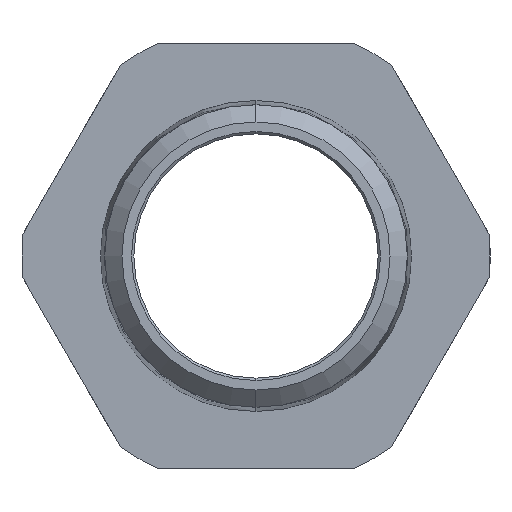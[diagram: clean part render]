
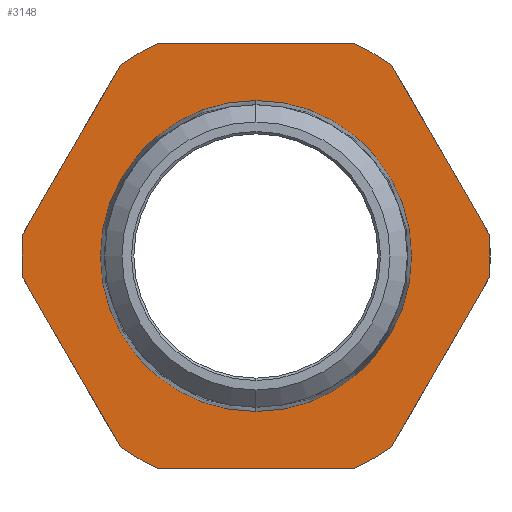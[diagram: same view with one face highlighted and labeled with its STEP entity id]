
A CAD part, left-side view. The second image highlights one B-rep face of the part: STEP entity #3148.
In plain terms, the highlighted planar face has unit normal (-1, 0, 0).
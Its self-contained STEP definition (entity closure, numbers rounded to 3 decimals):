
#16 = EDGE_CURVE ( 'NONE', #1533, #2868, #1787, .T. ) ;
#88 = CARTESIAN_POINT ( 'NONE',  ( 25.3, -10.54, -23. ) ) ;
#89 = VECTOR ( 'NONE', #2608, 1000. ) ;
#245 = DIRECTION ( 'NONE',  ( 0., 0., 1. ) ) ;
#249 = LINE ( 'NONE', #1490, #1469 ) ;
#256 = VERTEX_POINT ( 'NONE', #459 ) ;
#260 = VERTEX_POINT ( 'NONE', #2166 ) ;
#274 = EDGE_LOOP ( 'NONE', ( #3058, #2517 ) ) ;
#282 = DIRECTION ( 'NONE',  ( 0., 0., 1. ) ) ;
#302 = CARTESIAN_POINT ( 'NONE',  ( 25.3, 16.805, 0. ) ) ;
#312 = AXIS2_PLACEMENT_3D ( 'NONE', #1844, #503, #245 ) ;
#313 = DIRECTION ( 'NONE',  ( -1., 0., 0. ) ) ;
#368 = CIRCLE ( 'NONE', #3153, 25.3 ) ;
#390 = CARTESIAN_POINT ( 'NONE',  ( 25.3, 0., -16.805 ) ) ;
#398 = EDGE_CURVE ( 'NONE', #3098, #260, #368, .T. ) ;
#439 = VERTEX_POINT ( 'NONE', #2523 ) ;
#457 = AXIS2_PLACEMENT_3D ( 'NONE', #2549, #1086, #1345 ) ;
#459 = CARTESIAN_POINT ( 'NONE',  ( 25.3, -14.649, -20.628 ) ) ;
#496 = CARTESIAN_POINT ( 'NONE',  ( 25.3, -25.189, -2.372 ) ) ;
#503 = DIRECTION ( 'NONE',  ( -1., 0., 0. ) ) ;
#527 = ORIENTED_EDGE ( 'NONE', *, *, #592, .T. ) ;
#544 = DIRECTION ( 'NONE',  ( -1., 0., 0. ) ) ;
#546 = CARTESIAN_POINT ( 'NONE',  ( 25.3, 0., 16.805 ) ) ;
#592 = EDGE_CURVE ( 'NONE', #439, #2721, #1192, .T. ) ;
#595 = DIRECTION ( 'NONE',  ( 0., 0., 1. ) ) ;
#607 = CARTESIAN_POINT ( 'NONE',  ( 25.3, 0., 0. ) ) ;
#655 = VERTEX_POINT ( 'NONE', #390 ) ;
#657 = CARTESIAN_POINT ( 'NONE',  ( 25.3, 25.189, 2.372 ) ) ;
#659 = VERTEX_POINT ( 'NONE', #2855 ) ;
#661 = AXIS2_PLACEMENT_3D ( 'NONE', #986, #1007, #2713 ) ;
#692 = ORIENTED_EDGE ( 'NONE', *, *, #1908, .T. ) ;
#708 = VECTOR ( 'NONE', #1904, 1000. ) ;
#735 = ORIENTED_EDGE ( 'NONE', *, *, #1114, .T. ) ;
#764 = DIRECTION ( 'NONE',  ( 0., 0., 1. ) ) ;
#766 = ORIENTED_EDGE ( 'NONE', *, *, #398, .T. ) ;
#792 = LINE ( 'NONE', #2595, #2684 ) ;
#809 = DIRECTION ( 'NONE',  ( -1., 0., 0. ) ) ;
#907 = LINE ( 'NONE', #925, #1241 ) ;
#916 = EDGE_CURVE ( 'NONE', #655, #1915, #1433, .T. ) ;
#925 = CARTESIAN_POINT ( 'NONE',  ( 25.3, -14.649, 20.628 ) ) ;
#942 = ORIENTED_EDGE ( 'NONE', *, *, #1828, .T. ) ;
#949 = LINE ( 'NONE', #657, #89 ) ;
#986 = CARTESIAN_POINT ( 'NONE',  ( 25.3, 0., 0. ) ) ;
#1007 = DIRECTION ( 'NONE',  ( -1., 0., 0. ) ) ;
#1074 = AXIS2_PLACEMENT_3D ( 'NONE', #607, #1799, #595 ) ;
#1086 = DIRECTION ( 'NONE',  ( -1., 0., 0. ) ) ;
#1100 = AXIS2_PLACEMENT_3D ( 'NONE', #1776, #313, #1543 ) ;
#1114 = EDGE_CURVE ( 'NONE', #256, #439, #2654, .T. ) ;
#1173 = FACE_OUTER_BOUND ( 'NONE', #1483, .T. ) ;
#1192 = CIRCLE ( 'NONE', #1074, 25.3 ) ;
#1196 = DIRECTION ( 'NONE',  ( -1., 0., 0. ) ) ;
#1219 = CIRCLE ( 'NONE', #2072, 25.3 ) ;
#1241 = VECTOR ( 'NONE', #1435, 1000. ) ;
#1269 = CARTESIAN_POINT ( 'NONE',  ( 25.3, -14.649, 20.628 ) ) ;
#1306 = DIRECTION ( 'NONE',  ( 0., -0.5, -0.866 ) ) ;
#1345 = DIRECTION ( 'NONE',  ( 0., 0., 1. ) ) ;
#1355 = CIRCLE ( 'NONE', #312, 25.3 ) ;
#1433 = CIRCLE ( 'NONE', #1100, 16.805 ) ;
#1435 = DIRECTION ( 'NONE',  ( 0., 0.5, 0.866 ) ) ;
#1440 = AXIS2_PLACEMENT_3D ( 'NONE', #302, #544, #282 ) ;
#1443 = DIRECTION ( 'NONE',  ( 0., 0., 1. ) ) ;
#1469 = VECTOR ( 'NONE', #2268, 1000. ) ;
#1483 = EDGE_LOOP ( 'NONE', ( #2866, #1489, #2251, #692, #1772, #735, #527, #1678, #766, #2207, #942, #2508 ) ) ;
#1489 = ORIENTED_EDGE ( 'NONE', *, *, #2231, .T. ) ;
#1490 = CARTESIAN_POINT ( 'NONE',  ( 25.3, -10.54, -23. ) ) ;
#1499 = CARTESIAN_POINT ( 'NONE',  ( 25.3, 0., 0. ) ) ;
#1533 = VERTEX_POINT ( 'NONE', #2341 ) ;
#1543 = DIRECTION ( 'NONE',  ( 0., 0., 1. ) ) ;
#1578 = CIRCLE ( 'NONE', #1788, 16.805 ) ;
#1612 = FACE_BOUND ( 'NONE', #274, .T. ) ;
#1678 = ORIENTED_EDGE ( 'NONE', *, *, #2893, .T. ) ;
#1731 = EDGE_CURVE ( 'NONE', #1790, #3130, #2571, .T. ) ;
#1748 = CARTESIAN_POINT ( 'NONE',  ( 25.3, 0., 0. ) ) ;
#1772 = ORIENTED_EDGE ( 'NONE', *, *, #2161, .T. ) ;
#1776 = CARTESIAN_POINT ( 'NONE',  ( 25.3, 0., 0. ) ) ;
#1787 = CIRCLE ( 'NONE', #457, 25.3 ) ;
#1788 = AXIS2_PLACEMENT_3D ( 'NONE', #2424, #1196, #1443 ) ;
#1790 = VERTEX_POINT ( 'NONE', #2927 ) ;
#1799 = DIRECTION ( 'NONE',  ( -1., 0., 0. ) ) ;
#1828 = EDGE_CURVE ( 'NONE', #3152, #659, #1219, .T. ) ;
#1844 = CARTESIAN_POINT ( 'NONE',  ( 25.3, 0., 0. ) ) ;
#1847 = CARTESIAN_POINT ( 'NONE',  ( 25.3, -25.189, 2.372 ) ) ;
#1904 = DIRECTION ( 'NONE',  ( 0., 1., 0. ) ) ;
#1908 = EDGE_CURVE ( 'NONE', #3130, #2200, #249, .T. ) ;
#1915 = VERTEX_POINT ( 'NONE', #546 ) ;
#2072 = AXIS2_PLACEMENT_3D ( 'NONE', #1499, #2978, #764 ) ;
#2161 = EDGE_CURVE ( 'NONE', #2200, #256, #1355, .T. ) ;
#2166 = CARTESIAN_POINT ( 'NONE',  ( 25.3, -10.54, 23. ) ) ;
#2178 = CARTESIAN_POINT ( 'NONE',  ( 25.3, 25.189, -2.372 ) ) ;
#2184 = DIRECTION ( 'NONE',  ( 0., -0.5, 0.866 ) ) ;
#2200 = VERTEX_POINT ( 'NONE', #88 ) ;
#2207 = ORIENTED_EDGE ( 'NONE', *, *, #2744, .T. ) ;
#2231 = EDGE_CURVE ( 'NONE', #2868, #1790, #792, .T. ) ;
#2251 = ORIENTED_EDGE ( 'NONE', *, *, #1731, .T. ) ;
#2268 = DIRECTION ( 'NONE',  ( 0., -1., 0. ) ) ;
#2298 = CARTESIAN_POINT ( 'NONE',  ( 25.3, 10.54, -23. ) ) ;
#2341 = CARTESIAN_POINT ( 'NONE',  ( 25.3, 25.189, 2.372 ) ) ;
#2424 = CARTESIAN_POINT ( 'NONE',  ( 25.3, 0., 0. ) ) ;
#2477 = EDGE_CURVE ( 'NONE', #659, #1533, #949, .T. ) ;
#2499 = EDGE_CURVE ( 'NONE', #1915, #655, #1578, .T. ) ;
#2508 = ORIENTED_EDGE ( 'NONE', *, *, #2477, .T. ) ;
#2517 = ORIENTED_EDGE ( 'NONE', *, *, #916, .F. ) ;
#2523 = CARTESIAN_POINT ( 'NONE',  ( 25.3, -25.189, -2.372 ) ) ;
#2549 = CARTESIAN_POINT ( 'NONE',  ( 25.3, 0., 0. ) ) ;
#2571 = CIRCLE ( 'NONE', #661, 25.3 ) ;
#2595 = CARTESIAN_POINT ( 'NONE',  ( 25.3, 14.649, -20.628 ) ) ;
#2608 = DIRECTION ( 'NONE',  ( 0., 0.5, -0.866 ) ) ;
#2654 = LINE ( 'NONE', #496, #2771 ) ;
#2674 = CARTESIAN_POINT ( 'NONE',  ( 25.3, 10.54, 23. ) ) ;
#2683 = LINE ( 'NONE', #2674, #708 ) ;
#2684 = VECTOR ( 'NONE', #1306, 1000. ) ;
#2713 = DIRECTION ( 'NONE',  ( 0., 0., 1. ) ) ;
#2721 = VERTEX_POINT ( 'NONE', #1847 ) ;
#2744 = EDGE_CURVE ( 'NONE', #260, #3152, #2683, .T. ) ;
#2771 = VECTOR ( 'NONE', #2184, 1000. ) ;
#2775 = DIRECTION ( 'NONE',  ( 0., 0., 1. ) ) ;
#2855 = CARTESIAN_POINT ( 'NONE',  ( 25.3, 14.649, 20.628 ) ) ;
#2866 = ORIENTED_EDGE ( 'NONE', *, *, #16, .T. ) ;
#2868 = VERTEX_POINT ( 'NONE', #2178 ) ;
#2893 = EDGE_CURVE ( 'NONE', #2721, #3098, #907, .T. ) ;
#2927 = CARTESIAN_POINT ( 'NONE',  ( 25.3, 14.649, -20.628 ) ) ;
#2978 = DIRECTION ( 'NONE',  ( -1., 0., 0. ) ) ;
#3015 = PLANE ( 'NONE',  #1440 ) ;
#3024 = CARTESIAN_POINT ( 'NONE',  ( 25.3, 10.54, 23. ) ) ;
#3058 = ORIENTED_EDGE ( 'NONE', *, *, #2499, .F. ) ;
#3098 = VERTEX_POINT ( 'NONE', #1269 ) ;
#3130 = VERTEX_POINT ( 'NONE', #2298 ) ;
#3148 = ADVANCED_FACE ( 'NONE', ( #1612, #1173 ), #3015, .T. ) ;
#3152 = VERTEX_POINT ( 'NONE', #3024 ) ;
#3153 = AXIS2_PLACEMENT_3D ( 'NONE', #1748, #809, #2775 ) ;
